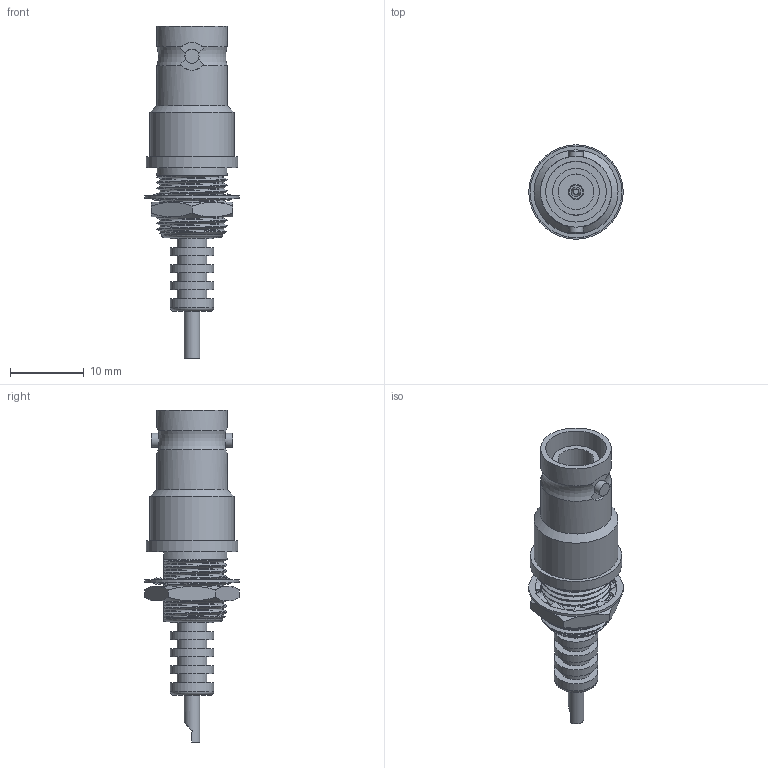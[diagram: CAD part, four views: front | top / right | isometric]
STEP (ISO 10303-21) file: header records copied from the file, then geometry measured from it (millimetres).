
FILE_DESCRIPTION (( 'STEP AP203' ), '1' );
FILE_NAME ('PE4239.step', '2020-02-28T15:33:35', ( '' ), ( '' ), 'SwSTEP 2.0', 'SolidWorks 2018', '' );
FILE_SCHEMA (( 'CONFIG_CONTROL_DESIGN' ));
Length unit declared in the file: inch
Products named in the file (1): PE4239
Bounding box: 12.84 x 12.84 x 45.16 mm (x, y, z)
Volume: 1896.7 mm3; surface area: 2964.1 mm2
Topology: 3 solids, 3 shells, 200 faces, 553 edges, 376 vertices
Faces by surface type: bspline 77, cylinder 59, plane 42, cone 17, torus 5
Full cylindrical faces by diameter (mm): 1.27 x1, 1.397 x1, 1.918 x2, 2.083 x2, 4.026 x4, 4.826 x1, 5.931 x5, 6.35 x1, 8.255 x1, 9.652 x2, 11.43 x1, 12.446 x1, 12.837 x1
Entity records: 20098 total; most frequent: CARTESIAN_POINT 15898, ORIENTED_EDGE 1026, DIRECTION 573, EDGE_CURVE 513, VERTEX_POINT 364, EDGE_LOOP 249, AXIS2_PLACEMENT_3D 240, B_SPLINE_CURVE_WITH_KNOTS 234
